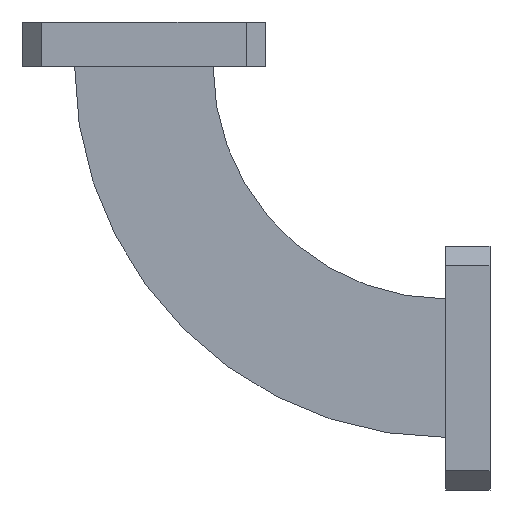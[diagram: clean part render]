
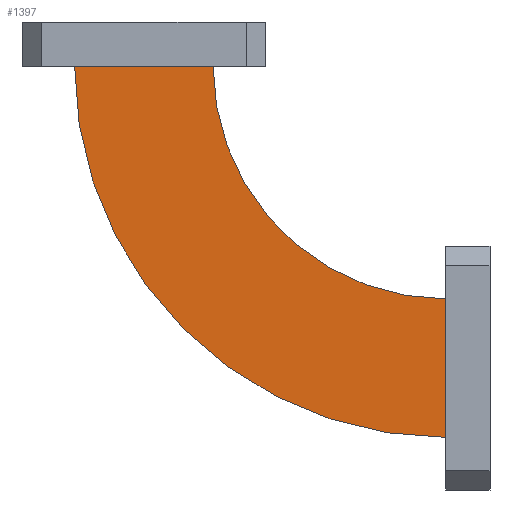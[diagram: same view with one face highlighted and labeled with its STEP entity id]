
A CAD part, front view. The second image highlights one B-rep face of the part: STEP entity #1397.
In plain terms, the highlighted planar face has unit normal (0, -1, 0).
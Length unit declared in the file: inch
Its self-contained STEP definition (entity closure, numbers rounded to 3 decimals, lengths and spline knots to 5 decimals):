
#46 = FACE_OUTER_BOUND ( 'NONE', #2054, .T. ) ;
#67 = VERTEX_POINT ( 'NONE', #2056 ) ;
#88 = CIRCLE ( 'NONE', #1978, 1.34 ) ;
#288 = DIRECTION ( 'NONE',  ( -1., 0., 0. ) ) ;
#308 = EDGE_CURVE ( 'NONE', #2294, #971, #2079, .T. ) ;
#361 = AXIS2_PLACEMENT_3D ( 'NONE', #629, #1803, #2404 ) ;
#497 = CARTESIAN_POINT ( 'NONE',  ( -0.84, -0.125, 1.09 ) ) ;
#594 = CIRCLE ( 'NONE', #2046, 0.84 ) ;
#617 = EDGE_CURVE ( 'NONE', #67, #971, #88, .T. ) ;
#629 = CARTESIAN_POINT ( 'NONE',  ( 0., -0.125, 0.25 ) ) ;
#971 = VERTEX_POINT ( 'NONE', #2080 ) ;
#1002 = ORIENTED_EDGE ( 'NONE', *, *, #308, .T. ) ;
#1008 = CARTESIAN_POINT ( 'NONE',  ( 0., -0.125, 1.09 ) ) ;
#1071 = PLANE ( 'NONE',  #361 ) ;
#1208 = VERTEX_POINT ( 'NONE', #1806 ) ;
#1262 = EDGE_CURVE ( 'NONE', #1208, #67, #1463, .T. ) ;
#1269 = DIRECTION ( 'NONE',  ( 0., 0., -1. ) ) ;
#1393 = ORIENTED_EDGE ( 'NONE', *, *, #2399, .T. ) ;
#1397 = ADVANCED_FACE ( 'NONE', ( #46 ), #1071, .F. ) ;
#1463 = LINE ( 'NONE', #1690, #1773 ) ;
#1557 = VECTOR ( 'NONE', #288, 39.37008 ) ;
#1687 = CARTESIAN_POINT ( 'NONE',  ( 0., -0.125, 1.09 ) ) ;
#1690 = CARTESIAN_POINT ( 'NONE',  ( 0., -0.125, 0.25 ) ) ;
#1693 = CARTESIAN_POINT ( 'NONE',  ( -0.84, -0.125, 1.09 ) ) ;
#1773 = VECTOR ( 'NONE', #1269, 39.37008 ) ;
#1803 = DIRECTION ( 'NONE',  ( 0., 1., 0. ) ) ;
#1806 = CARTESIAN_POINT ( 'NONE',  ( 0., -0.125, 0.25 ) ) ;
#1819 = ORIENTED_EDGE ( 'NONE', *, *, #617, .F. ) ;
#1949 = DIRECTION ( 'NONE',  ( 0., 1., 0. ) ) ;
#1978 = AXIS2_PLACEMENT_3D ( 'NONE', #1687, #2213, #2203 ) ;
#1981 = DIRECTION ( 'NONE',  ( 0., 0., 1. ) ) ;
#2046 = AXIS2_PLACEMENT_3D ( 'NONE', #1008, #1949, #1981 ) ;
#2054 = EDGE_LOOP ( 'NONE', ( #1393, #1002, #1819, #2302 ) ) ;
#2056 = CARTESIAN_POINT ( 'NONE',  ( 0., -0.125, -0.25 ) ) ;
#2079 = LINE ( 'NONE', #497, #1557 ) ;
#2080 = CARTESIAN_POINT ( 'NONE',  ( -1.34, -0.125, 1.09 ) ) ;
#2203 = DIRECTION ( 'NONE',  ( 0., 0., 1. ) ) ;
#2213 = DIRECTION ( 'NONE',  ( 0., 1., 0. ) ) ;
#2294 = VERTEX_POINT ( 'NONE', #1693 ) ;
#2302 = ORIENTED_EDGE ( 'NONE', *, *, #1262, .F. ) ;
#2399 = EDGE_CURVE ( 'NONE', #1208, #2294, #594, .T. ) ;
#2404 = DIRECTION ( 'NONE',  ( 0., 0., 1. ) ) ;
